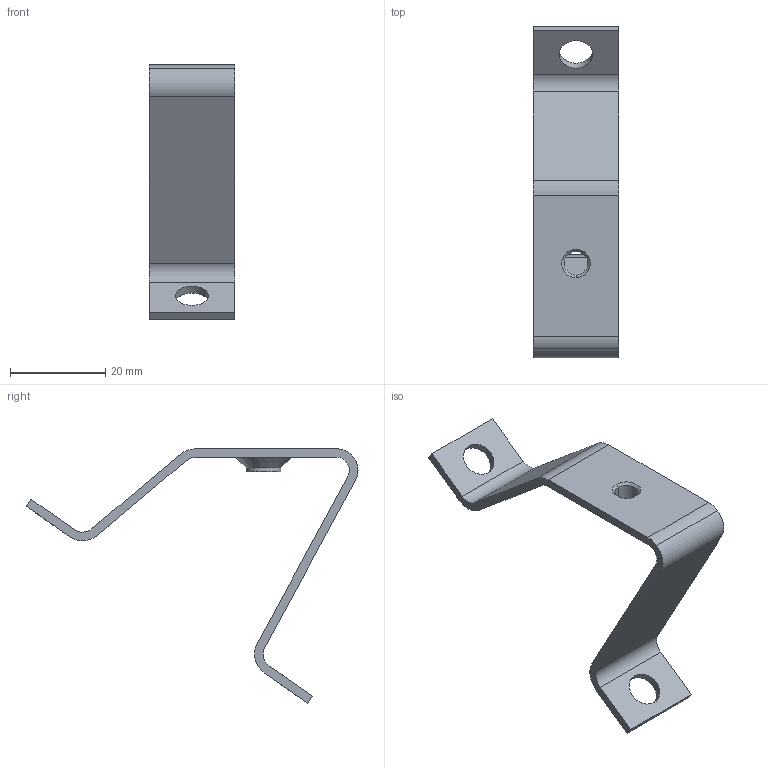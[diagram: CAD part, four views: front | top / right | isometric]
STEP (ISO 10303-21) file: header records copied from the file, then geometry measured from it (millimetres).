
FILE_DESCRIPTION(('CATIA V5 STEP Exchange','CAx-IF Rec.Pracs.--- Model Styling and Organization---1.4--- 2014-01-23'),'2;1');
FILE_NAME ('001110-2_3_0164000000_0164000000.stp','2023-09-12T10:25:00+00:00',('none'),('Weidmueller'),'CATIA Version 5-6 Release 2016 SP3 HF44','CATIA V5 STEP AP214','none');
FILE_SCHEMA(('AUTOMOTIVE_DESIGN { 1 0 10303 214 1 1 1 1 }'));
Length unit declared in the file: millimetre
Products named in the file (1): 0164000000
Bounding box: 18 x 69.59 x 53.33 mm (x, y, z)
Volume: 4390 mm3; surface area: 5485.3 mm2
Topology: 1 solids, 1 shells, 37 faces, 98 edges, 64 vertices
Faces by surface type: cylinder 18, plane 15, cone 4
Entity records: 1165 total; most frequent: CARTESIAN_POINT 201, ORIENTED_EDGE 196, DIRECTION 174, EDGE_CURVE 98, AXIS2_PLACEMENT_3D 79, VERTEX_POINT 64, VECTOR 58, LINE 58
